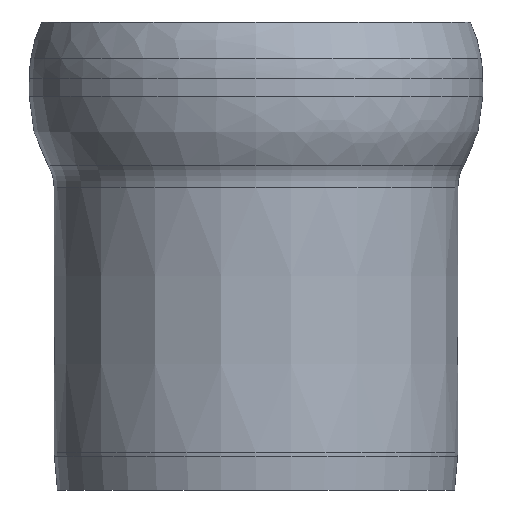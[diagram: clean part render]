
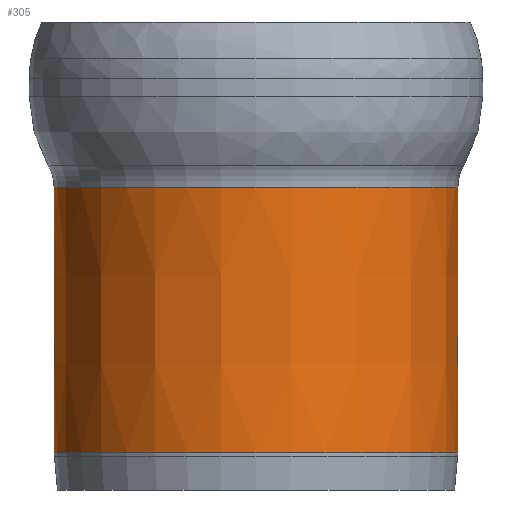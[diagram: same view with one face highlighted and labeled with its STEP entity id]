
A CAD part, front view. The second image highlights one B-rep face of the part: STEP entity #305.
In plain terms, the highlighted conical face has half-angle 0.047 degrees and reference radius 375.197 mm.
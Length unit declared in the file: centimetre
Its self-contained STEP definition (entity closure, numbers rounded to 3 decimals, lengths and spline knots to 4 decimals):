
#27=LINE('',#513,#35);
#35=VECTOR('',#397,37.5197);
#43=CONICAL_SURFACE('',#331,37.5197,0.001);
#50=FACE_OUTER_BOUND('',#68,.T.);
#68=EDGE_LOOP('',(#209,#210,#211,#212,#213,#214));
#87=CIRCLE('',#328,37.4998);
#88=CIRCLE('',#329,37.4998);
#90=CIRCLE('',#332,37.54);
#91=CIRCLE('',#333,37.54);
#127=VERTEX_POINT('',#505);
#128=VERTEX_POINT('',#507);
#129=VERTEX_POINT('',#512);
#130=VERTEX_POINT('',#514);
#157=EDGE_CURVE('',#127,#128,#87,.T.);
#158=EDGE_CURVE('',#128,#127,#88,.T.);
#160=EDGE_CURVE('',#128,#129,#27,.T.);
#161=EDGE_CURVE('',#129,#130,#90,.T.);
#162=EDGE_CURVE('',#130,#129,#91,.T.);
#209=ORIENTED_EDGE('',*,*,#157,.F.);
#210=ORIENTED_EDGE('',*,*,#158,.F.);
#211=ORIENTED_EDGE('',*,*,#160,.T.);
#212=ORIENTED_EDGE('',*,*,#161,.T.);
#213=ORIENTED_EDGE('',*,*,#162,.T.);
#214=ORIENTED_EDGE('',*,*,#160,.F.);
#305=ADVANCED_FACE('',(#50),#43,.T.);
#328=AXIS2_PLACEMENT_3D('',#508,#389,#390);
#329=AXIS2_PLACEMENT_3D('',#509,#391,#392);
#331=AXIS2_PLACEMENT_3D('',#511,#395,#396);
#332=AXIS2_PLACEMENT_3D('',#515,#398,#399);
#333=AXIS2_PLACEMENT_3D('',#516,#400,#401);
#389=DIRECTION('center_axis',(0.,0.,-1.));
#390=DIRECTION('ref_axis',(1.,0.,0.));
#391=DIRECTION('center_axis',(0.,0.,-1.));
#392=DIRECTION('ref_axis',(1.,0.,0.));
#395=DIRECTION('center_axis',(0.,0.,1.));
#396=DIRECTION('ref_axis',(-1.,0.,0.));
#397=DIRECTION('',(0.001,0.,1.));
#398=DIRECTION('center_axis',(0.,0.,-1.));
#399=DIRECTION('ref_axis',(1.,0.,0.));
#400=DIRECTION('center_axis',(0.,0.,-1.));
#401=DIRECTION('ref_axis',(1.,0.,0.));
#505=CARTESIAN_POINT('',(90.2963,126.2183,-36.5908));
#507=CARTESIAN_POINT('',(127.796,163.7181,-36.5908));
#508=CARTESIAN_POINT('Origin',(90.2963,163.7181,-36.5908));
#509=CARTESIAN_POINT('Origin',(90.2963,163.7181,-36.5908));
#511=CARTESIAN_POINT('Origin',(90.2963,163.7181,-12.0719));
#512=CARTESIAN_POINT('',(127.8363,163.7181,12.819));
#513=CARTESIAN_POINT('',(127.816,163.7181,-12.0719));
#514=CARTESIAN_POINT('',(90.2963,126.1781,12.819));
#515=CARTESIAN_POINT('Origin',(90.2963,163.7181,12.819));
#516=CARTESIAN_POINT('Origin',(90.2963,163.7181,12.819));
